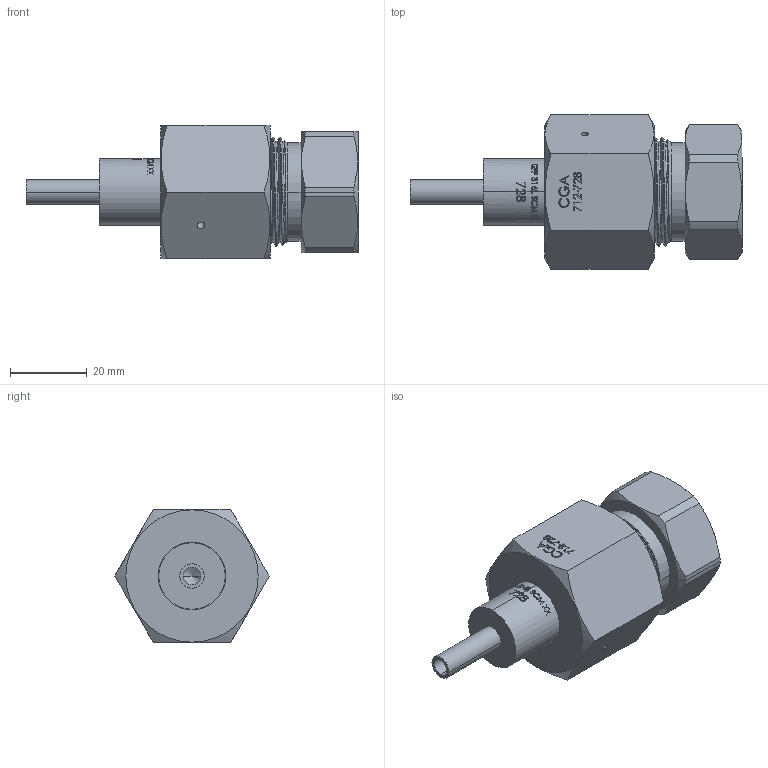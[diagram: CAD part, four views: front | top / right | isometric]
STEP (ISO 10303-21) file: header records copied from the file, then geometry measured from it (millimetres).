
FILE_DESCRIPTION (( 'STEP AP203' ), '1' );
FILE_NAME ('PT-728SS-4TS.STEP', '2025-10-21T16:41:49', ( '' ), ( '' ), 'SwSTEP 2.0', 'SolidWorks 2018', '' );
FILE_SCHEMA (( 'CONFIG_CONTROL_DESIGN' ));
Length unit declared in the file: inch
Products named in the file (7): PRT-001390; PRT-002426; ASY-001984; PRT-002742; PRT-000030; PT-728SS-4TS; PRT-002399
Assembly tree (6 placements, depth 3):
  PT-728SS-4TS
    PRT-000030
    PRT-001390
    ASY-001984
      PRT-002399
      PRT-002742
    PRT-002426
Bounding box: 86.75 x 40.33 x 34.92 mm (x, y, z)
Volume: 48083.6 mm3; surface area: 20619.2 mm2
Topology: 5 solids, 5 shells, 476 faces, 1422 edges, 1009 vertices
Faces by surface type: plane 179, cylinder 117, bspline 111, cone 37, torus 32
Entity records: 30565 total; most frequent: CARTESIAN_POINT 17975, ORIENTED_EDGE 2836, DIRECTION 1904, EDGE_CURVE 1418, VERTEX_POINT 1009, AXIS2_PLACEMENT_3D 652, LINE 600, VECTOR 600
